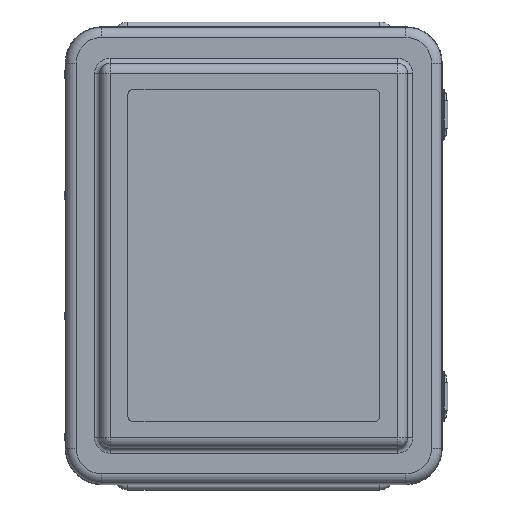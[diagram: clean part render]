
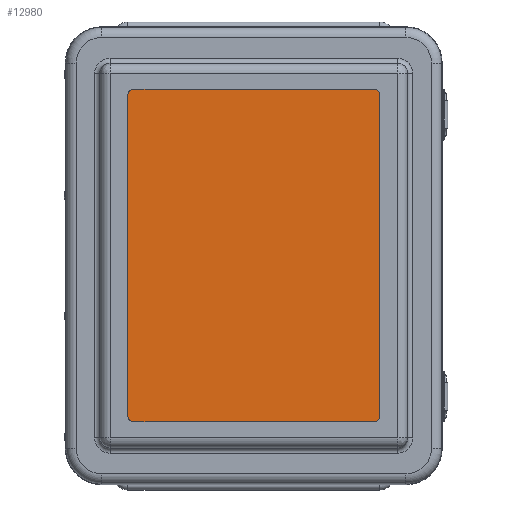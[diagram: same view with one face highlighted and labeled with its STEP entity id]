
A CAD part, top view. The second image highlights one B-rep face of the part: STEP entity #12980.
In plain terms, the highlighted planar face has unit normal (0, 0, 1).
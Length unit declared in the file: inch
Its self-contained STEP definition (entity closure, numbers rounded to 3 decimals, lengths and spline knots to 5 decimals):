
#1051=LINE($,#23305,#2002);
#1054=LINE($,#23313,#2005);
#1057=LINE($,#23321,#2008);
#1059=LINE($,#23327,#2010);
#2002=VECTOR($,#17770,8.);
#2005=VECTOR($,#17779,6.);
#2008=VECTOR($,#17788,8.);
#2010=VECTOR($,#17796,6.);
#2473=PLANE($,#14366);
#3819=FACE_OUTER_BOUND($,#4803,.T.);
#4803=EDGE_LOOP($,(#11461,#11462,#11463,#11464,#11465,#11466,#11467,#11468));
#5605=CIRCLE($,#14355,0.125);
#5606=CIRCLE($,#14358,0.125);
#5607=CIRCLE($,#14361,0.125);
#5608=CIRCLE($,#14364,0.125);
#6686=VERTEX_POINT($,#23297);
#6687=VERTEX_POINT($,#23299);
#6688=VERTEX_POINT($,#23303);
#6689=VERTEX_POINT($,#23307);
#6690=VERTEX_POINT($,#23311);
#6691=VERTEX_POINT($,#23315);
#6692=VERTEX_POINT($,#23319);
#6693=VERTEX_POINT($,#23323);
#8328=EDGE_CURVE($,#6686,#6687,#5605,.T.);
#8331=EDGE_CURVE($,#6688,#6686,#1051,.T.);
#8333=EDGE_CURVE($,#6689,#6688,#5606,.T.);
#8335=EDGE_CURVE($,#6690,#6689,#1054,.T.);
#8337=EDGE_CURVE($,#6691,#6690,#5607,.T.);
#8339=EDGE_CURVE($,#6692,#6691,#1057,.T.);
#8341=EDGE_CURVE($,#6693,#6692,#5608,.T.);
#8342=EDGE_CURVE($,#6687,#6693,#1059,.T.);
#11461=ORIENTED_EDGE($,*,*,#8342,.F.);
#11462=ORIENTED_EDGE($,*,*,#8328,.F.);
#11463=ORIENTED_EDGE($,*,*,#8331,.F.);
#11464=ORIENTED_EDGE($,*,*,#8333,.F.);
#11465=ORIENTED_EDGE($,*,*,#8335,.F.);
#11466=ORIENTED_EDGE($,*,*,#8337,.F.);
#11467=ORIENTED_EDGE($,*,*,#8339,.F.);
#11468=ORIENTED_EDGE($,*,*,#8341,.F.);
#12980=ADVANCED_FACE($,(#3819),#2473,.T.);
#14355=AXIS2_PLACEMENT_3D($,#23300,#17764,#17765);
#14358=AXIS2_PLACEMENT_3D($,#23309,#17774,#17775);
#14361=AXIS2_PLACEMENT_3D($,#23317,#17783,#17784);
#14364=AXIS2_PLACEMENT_3D($,#23325,#17792,#17793);
#14366=AXIS2_PLACEMENT_3D($,#23328,#17797,#17798);
#17764=DIRECTION('center_axis',(0.,0.,-1.));
#17765=DIRECTION('ref_axis',(0.,-1.,0.));
#17770=DIRECTION($,(0.,1.,0.));
#17774=DIRECTION('center_axis',(0.,0.,-1.));
#17775=DIRECTION('ref_axis',(1.,0.,0.));
#17779=DIRECTION($,(-1.,0.,0.));
#17783=DIRECTION('center_axis',(0.,0.,-1.));
#17784=DIRECTION('ref_axis',(0.,1.,0.));
#17788=DIRECTION($,(0.,-1.,0.));
#17792=DIRECTION('center_axis',(0.,0.,-1.));
#17793=DIRECTION('ref_axis',(-1.,0.,0.));
#17796=DIRECTION($,(1.,0.,0.));
#17797=DIRECTION('center_axis',(0.,0.,1.));
#17798=DIRECTION('ref_axis',(1.,0.,0.));
#23297=CARTESIAN_POINT('',(-3.125,4.,0.));
#23299=CARTESIAN_POINT('',(-3.,4.125,0.));
#23300=CARTESIAN_POINT('Origin',(-3.,4.,0.));
#23303=CARTESIAN_POINT('',(-3.125,-4.,0.));
#23305=CARTESIAN_POINT($,(-3.125,-4.,0.));
#23307=CARTESIAN_POINT('',(-3.,-4.125,0.));
#23309=CARTESIAN_POINT('Origin',(-3.,-4.,0.));
#23311=CARTESIAN_POINT('',(3.,-4.125,0.));
#23313=CARTESIAN_POINT($,(3.,-4.125,0.));
#23315=CARTESIAN_POINT('',(3.125,-4.,0.));
#23317=CARTESIAN_POINT('Origin',(3.,-4.,0.));
#23319=CARTESIAN_POINT('',(3.125,4.,0.));
#23321=CARTESIAN_POINT($,(3.125,4.,0.));
#23323=CARTESIAN_POINT('',(3.,4.125,0.));
#23325=CARTESIAN_POINT('Origin',(3.,4.,0.));
#23327=CARTESIAN_POINT($,(-3.,4.125,0.));
#23328=CARTESIAN_POINT('Origin',(0.,0.,0.));
